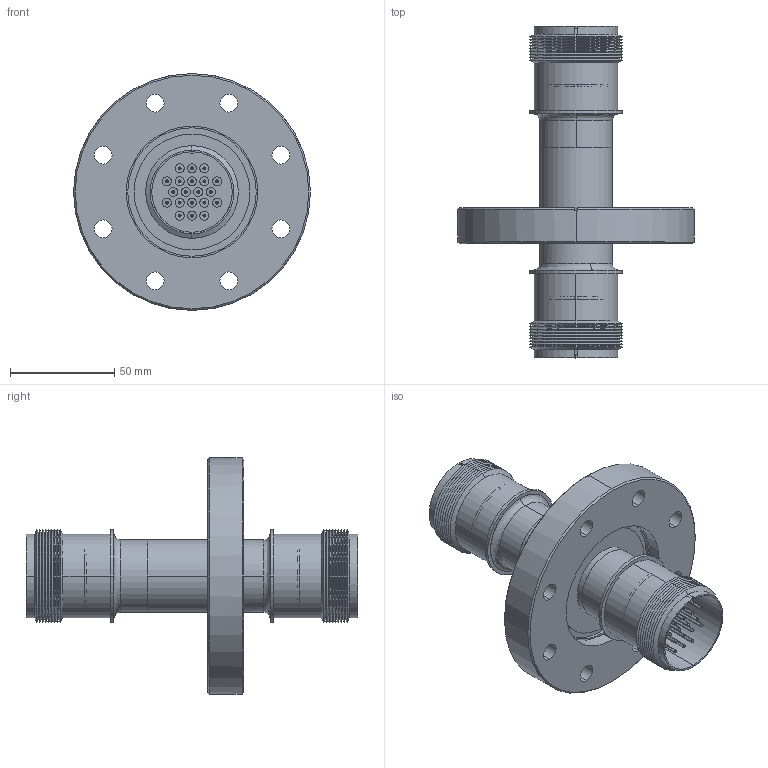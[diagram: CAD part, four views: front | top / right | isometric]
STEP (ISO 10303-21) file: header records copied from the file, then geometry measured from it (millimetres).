
FILE_DESCRIPTION (( 'STEP AP203' ), '1' );
FILE_NAME ('A2577-1-CF.STEP', '2013-03-18T18:02:49', ( '' ), ( '' ), 'SwSTEP 2.0', 'SolidWorks 2012', '' );
FILE_SCHEMA (( 'CONFIG_CONTROL_DESIGN' ));
Length unit declared in the file: inch
Products named in the file (1): A2577-1-CF
Bounding box: 113.54 x 159.13 x 113.54 mm (x, y, z)
Volume: 168716.3 mm3; surface area: 100838 mm2
Topology: 1 solids, 2 shells, 946 faces, 2237 edges, 1462 vertices
Faces by surface type: cylinder 535, plane 205, bspline 128, cone 78
Entity records: 29764 total; most frequent: CARTESIAN_POINT 6986, DIRECTION 5140, ORIENTED_EDGE 4474, EDGE_CURVE 2237, AXIS2_PLACEMENT_3D 2224, VERTEX_POINT 1462, CIRCLE 1405, EDGE_LOOP 1295
